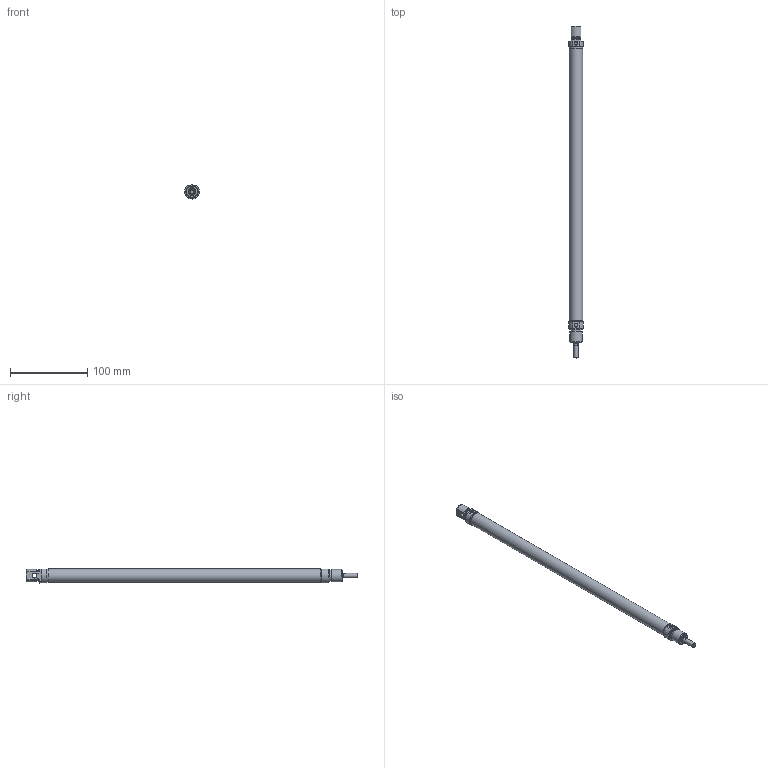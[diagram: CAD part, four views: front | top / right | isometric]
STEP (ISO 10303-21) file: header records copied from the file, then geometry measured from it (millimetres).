
FILE_DESCRIPTION((''),'2;1');
FILE_NAME('ZDM016.320.GS.M.stp','2014-07-22T11:52:05',('carlo.corazza'),(''),'Autodesk Inventor 2012','Autodesk Inventor 2012','');
FILE_SCHEMA(('AUTOMOTIVE_DESIGN { 1 0 10303 214 1 1 1 1 }'));
Length unit declared in the file: millimetre
Products named in the file (5): ZDM016..GS.M; CORPO-320; STELO-320; TA; TP
Assembly tree (4 placements, depth 2):
  ZDM016..GS.M
    CORPO-320
    STELO-320
    TA
    TP
Bounding box: 18.95 x 429 x 18.14 mm (x, y, z)
Volume: 33577.7 mm3; surface area: 49189.9 mm2
Topology: 4 solids, 4 shells, 98 faces, 204 edges, 129 vertices
Faces by surface type: plane 40, cylinder 28, cone 23, torus 7
Full cylindrical faces by diameter (mm): 4 x1, 4.134 x2, 5.9 x1, 6 x2, 6.5 x1, 7.1 x1, 9 x1, 9.1 x1, 11.1 x1, 11.2 x1, 13.7 x1, 16 x3, 17.2 x2, 17.27 x1
Entity records: 2524 total; most frequent: DIRECTION 444, CARTESIAN_POINT 422, ORIENTED_EDGE 296, AXIS2_PLACEMENT_3D 198, EDGE_LOOP 162, EDGE_CURVE 148, VERTEX_POINT 118, FACE_OUTER_BOUND 98
